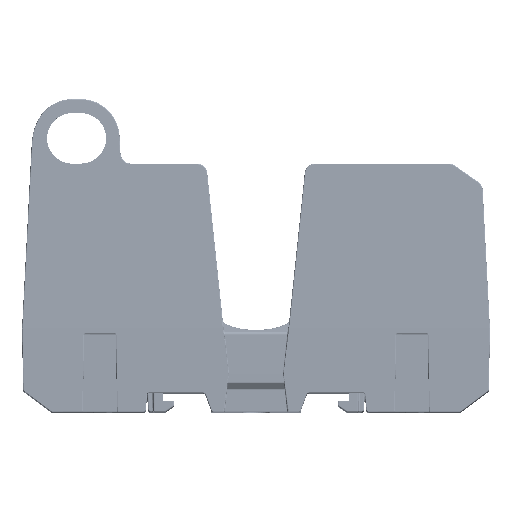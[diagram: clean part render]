
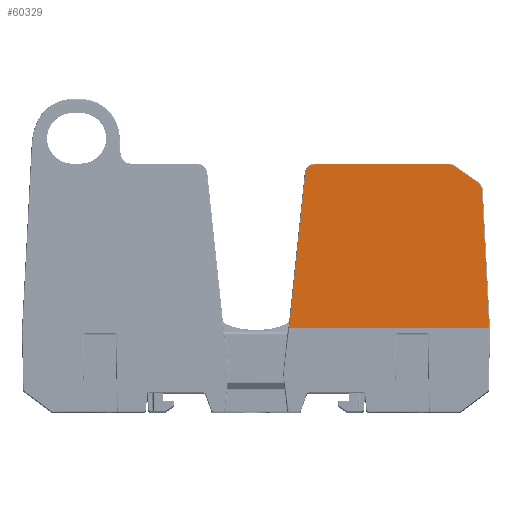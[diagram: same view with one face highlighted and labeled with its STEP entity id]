
A CAD part, top view. The second image highlights one B-rep face of the part: STEP entity #60329.
In plain terms, the highlighted planar face has unit normal (0, 0.009, 1).
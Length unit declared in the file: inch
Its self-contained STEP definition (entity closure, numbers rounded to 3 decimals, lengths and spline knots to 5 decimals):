
#557 = VECTOR ( 'NONE', #92377, 39.37008 ) ;
#1067 = ORIENTED_EDGE ( 'NONE', *, *, #58025, .F. ) ;
#1873 = CARTESIAN_POINT ( 'NONE',  ( 1.63926, 1.66564, 0.5351 ) ) ;
#3394 = VERTEX_POINT ( 'NONE', #120763 ) ;
#5548 = FACE_OUTER_BOUND ( 'NONE', #132859, .T. ) ;
#7352 = CARTESIAN_POINT ( 'NONE',  ( 1.65364, 1.6245, 0.53546 ) ) ;
#8029 = CARTESIAN_POINT ( 'NONE',  ( 0.36226, 1.74782, 0.53438 ) ) ;
#10752 = CARTESIAN_POINT ( 'NONE',  ( 0.42579, 1.81304, 0.53381 ) ) ;
#13592 = CARTESIAN_POINT ( 'NONE',  ( 1.41021, 1.81304, 0.53381 ) ) ;
#13869 = VECTOR ( 'NONE', #63221, 39.37008 ) ;
#14349 = VECTOR ( 'NONE', #60014, 39.37008 ) ;
#14729 = CARTESIAN_POINT ( 'NONE',  ( 1.65306, 1.63551, 0.53536 ) ) ;
#16537 = CARTESIAN_POINT ( 'NONE',  ( 1.70669, 0.6122, 0.54429 ) ) ;
#17932 = LINE ( 'NONE', #152165, #13869 ) ;
#18391 = LINE ( 'NONE', #110685, #14349 ) ;
#23662 = CARTESIAN_POINT ( 'NONE',  ( -1.71261, 1.81304, 0.53381 ) ) ;
#25314 = ORIENTED_EDGE ( 'NONE', *, *, #137976, .F. ) ;
#27704 = PLANE ( 'NONE',  #129904 ) ;
#31786 = VERTEX_POINT ( 'NONE', #50409 ) ;
#32678 = VERTEX_POINT ( 'NONE', #86855 ) ;
#35655 = EDGE_CURVE ( 'NONE', #31786, #130455, #18391, .T. ) ;
#36068 = B_SPLINE_CURVE_WITH_KNOTS ( 'NONE', 3,
 ( #65470, #102804, #1873, #91052, #14729, #103920 ),
 .UNSPECIFIED., .F., .F.,
 ( 4, 2, 4 ),
 ( 0., 0.5, 1. ),
 .UNSPECIFIED. ) ;
#38266 = VERTEX_POINT ( 'NONE', #7352 ) ;
#40373 = CARTESIAN_POINT ( 'NONE',  ( 1.42508, 1.81304, 0.53381 ) ) ;
#40950 = EDGE_CURVE ( 'NONE', #38266, #142481, #140076, .T. ) ;
#41047 = DIRECTION ( 'NONE',  ( 0., -0.009, -1. ) ) ;
#48945 = LINE ( 'NONE', #53029, #82687 ) ;
#50409 = CARTESIAN_POINT ( 'NONE',  ( 0.2429, 0.6122, 0.54429 ) ) ;
#52888 = ORIENTED_EDGE ( 'NONE', *, *, #139965, .T. ) ;
#53029 = CARTESIAN_POINT ( 'NONE',  ( 1.45199, 1.79987, 0.53393 ) ) ;
#58025 = EDGE_CURVE ( 'NONE', #156384, #38266, #36068, .T. ) ;
#59152 = VECTOR ( 'NONE', #149859, 39.37008 ) ;
#59864 = CARTESIAN_POINT ( 'NONE',  ( 0.36319, 1.75667, 0.5343 ) ) ;
#60014 = DIRECTION ( 'NONE',  ( 0.105, 0.994, -0.009 ) ) ;
#60329 = ADVANCED_FACE ( 'NONE', ( #5548 ), #27704, .F. ) ;
#61499 = CARTESIAN_POINT ( 'NONE',  ( 0.37384, 1.7812, 0.53409 ) ) ;
#63181 = LINE ( 'NONE', #23662, #59152 ) ;
#63221 = DIRECTION ( 'NONE',  ( 1., 0., 0. ) ) ;
#65470 = CARTESIAN_POINT ( 'NONE',  ( 1.62268, 1.68035, 0.53497 ) ) ;
#65936 = CARTESIAN_POINT ( 'NONE',  ( 1.43981, 1.8084, 0.53385 ) ) ;
#74245 = CARTESIAN_POINT ( 'NONE',  ( 0.39257, 1.80029, 0.53392 ) ) ;
#78165 = CARTESIAN_POINT ( 'NONE',  ( 0.36226, 1.74782, 0.53438 ) ) ;
#82687 = VECTOR ( 'NONE', #154735, 39.37008 ) ;
#84456 = VERTEX_POINT ( 'NONE', #87440 ) ;
#86855 = CARTESIAN_POINT ( 'NONE',  ( 1.41021, 1.81304, 0.53381 ) ) ;
#87107 = CARTESIAN_POINT ( 'NONE',  ( 0.4169, 1.81139, 0.53383 ) ) ;
#87440 = CARTESIAN_POINT ( 'NONE',  ( 1.45199, 1.79987, 0.53393 ) ) ;
#91052 = CARTESIAN_POINT ( 'NONE',  ( 1.64994, 1.64637, 0.53527 ) ) ;
#92377 = DIRECTION ( 'NONE',  ( 0.052, -0.999, 0.009 ) ) ;
#95048 = B_SPLINE_CURVE_WITH_KNOTS ( 'NONE', 3,
 ( #8029, #59864, #137740, #61499, #150444, #74245, #163224, #87107, #10752, #99948 ),
 .UNSPECIFIED., .F., .F.,
 ( 4, 2, 2, 2, 4 ),
 ( 0., 0.25, 0.5, 0.75, 1. ),
 .UNSPECIFIED. ) ;
#99948 = CARTESIAN_POINT ( 'NONE',  ( 0.43469, 1.81304, 0.53381 ) ) ;
#102804 = CARTESIAN_POINT ( 'NONE',  ( 1.6317, 1.67403, 0.53502 ) ) ;
#103920 = CARTESIAN_POINT ( 'NONE',  ( 1.65364, 1.6245, 0.53546 ) ) ;
#110091 = CARTESIAN_POINT ( 'NONE',  ( 1.62268, 1.68035, 0.53497 ) ) ;
#110685 = CARTESIAN_POINT ( 'NONE',  ( 0.2429, 0.6122, 0.54429 ) ) ;
#117362 = CARTESIAN_POINT ( 'NONE',  ( -1.71261, 0.6122, 0.54429 ) ) ;
#120068 = ORIENTED_EDGE ( 'NONE', *, *, #129433, .F. ) ;
#120763 = CARTESIAN_POINT ( 'NONE',  ( 0.43469, 1.81304, 0.53381 ) ) ;
#129433 = EDGE_CURVE ( 'NONE', #3394, #32678, #63181, .T. ) ;
#129904 = AXIS2_PLACEMENT_3D ( 'NONE', #117362, #41047, #130091 ) ;
#130091 = DIRECTION ( 'NONE',  ( 0., 1., -0.009 ) ) ;
#130455 = VERTEX_POINT ( 'NONE', #78165 ) ;
#130674 = EDGE_CURVE ( 'NONE', #130455, #3394, #95048, .T. ) ;
#131518 = ORIENTED_EDGE ( 'NONE', *, *, #130674, .F. ) ;
#132859 = EDGE_LOOP ( 'NONE', ( #138657, #1067, #165212, #25314, #120068, #131518, #145692, #52888 ) ) ;
#137740 = CARTESIAN_POINT ( 'NONE',  ( 0.36576, 1.76535, 0.53423 ) ) ;
#137976 = EDGE_CURVE ( 'NONE', #32678, #84456, #142809, .T. ) ;
#138657 = ORIENTED_EDGE ( 'NONE', *, *, #40950, .F. ) ;
#139965 = EDGE_CURVE ( 'NONE', #31786, #142481, #17932, .T. ) ;
#140076 = LINE ( 'NONE', #156280, #557 ) ;
#142481 = VERTEX_POINT ( 'NONE', #16537 ) ;
#142809 = B_SPLINE_CURVE_WITH_KNOTS ( 'NONE', 3,
 ( #13592, #40373, #65936, #154874 ),
 .UNSPECIFIED., .F., .F.,
 ( 4, 4 ),
 ( 0., 1. ),
 .UNSPECIFIED. ) ;
#145692 = ORIENTED_EDGE ( 'NONE', *, *, #35655, .F. ) ;
#149859 = DIRECTION ( 'NONE',  ( 1., 0., 0. ) ) ;
#150444 = CARTESIAN_POINT ( 'NONE',  ( 0.37935, 1.78838, 0.53403 ) ) ;
#152165 = CARTESIAN_POINT ( 'NONE',  ( -1.71261, 0.6122, 0.54429 ) ) ;
#154735 = DIRECTION ( 'NONE',  ( 0.819, -0.574, 0.005 ) ) ;
#154874 = CARTESIAN_POINT ( 'NONE',  ( 1.45199, 1.79987, 0.53393 ) ) ;
#156280 = CARTESIAN_POINT ( 'NONE',  ( 1.60303, 2.5901, 0.52703 ) ) ;
#156384 = VERTEX_POINT ( 'NONE', #110091 ) ;
#159259 = EDGE_CURVE ( 'NONE', #84456, #156384, #48945, .T. ) ;
#163224 = CARTESIAN_POINT ( 'NONE',  ( 0.40029, 1.80502, 0.53388 ) ) ;
#165212 = ORIENTED_EDGE ( 'NONE', *, *, #159259, .F. ) ;
